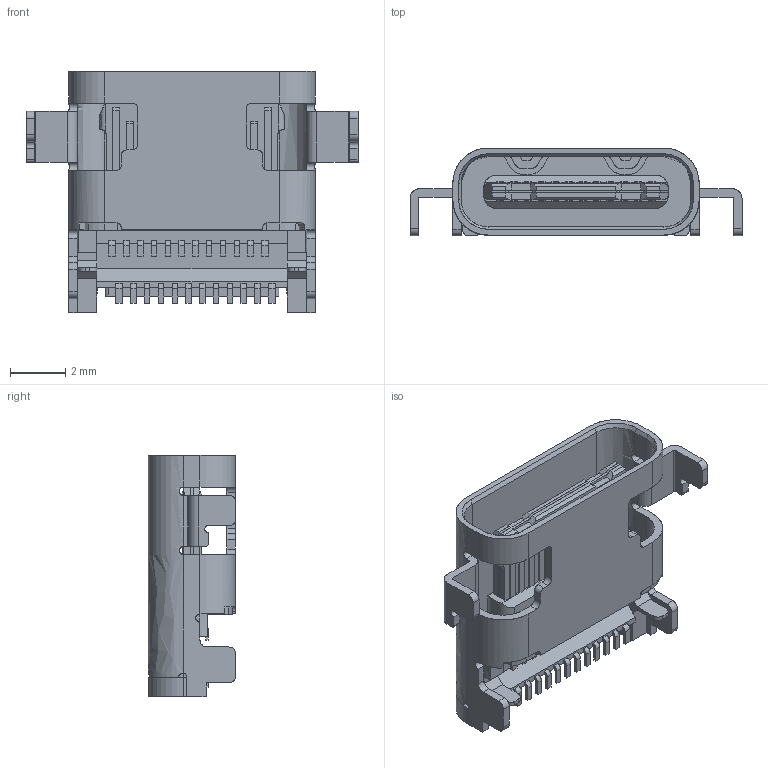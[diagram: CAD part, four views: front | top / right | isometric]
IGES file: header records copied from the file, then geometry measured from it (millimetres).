
Start section: SolidWorks IGES file using analytic representation for surfaces
Global section: file name: CKelleher'KUSBX-MM-CS1-B30TR.IGS; native system: SolidWorks 2014; preprocessor: SolidWorks 2014; author: Ckelleher; date: 160506.151137; units: millimetre
Bounding box: 12.05 x 3.18 x 8.75 mm (x, y, z)
Surface area: 460.9 mm2 (no closed solid volume)
Topology: 0 solids, 0 shells, 682 faces, 4805 edges, 4805 vertices
Faces by surface type: bspline 513, revolution 169
